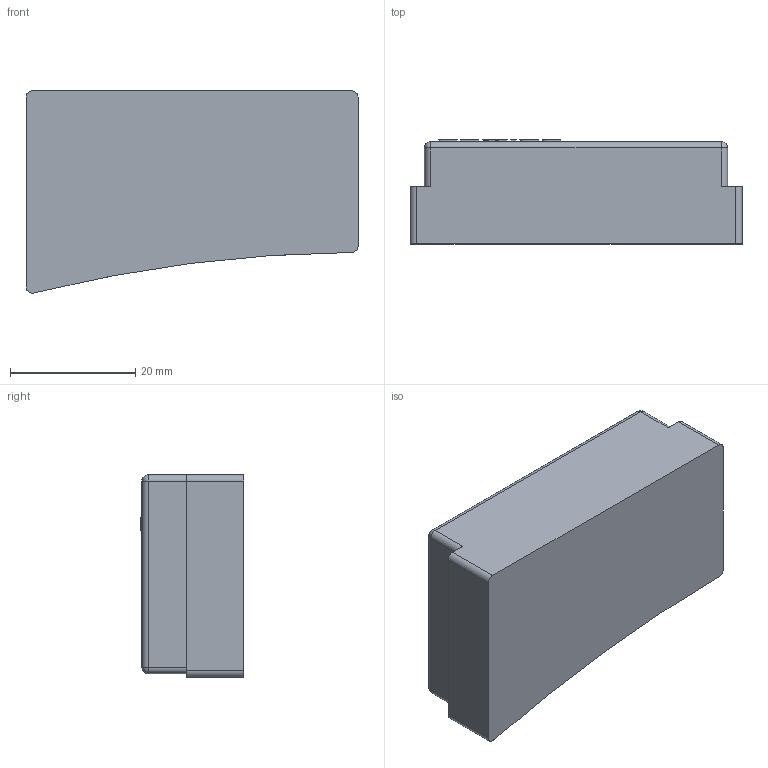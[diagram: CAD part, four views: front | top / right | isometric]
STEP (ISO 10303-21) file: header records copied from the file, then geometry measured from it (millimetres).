
FILE_DESCRIPTION (( 'STEP AP214' ), '1' );
FILE_NAME ('IGS CFW100-CUSB Source but wrong b1.STEP', '2019-10-07T23:09:22', ( '' ), ( '' ), 'SwSTEP 2.0', 'SolidWorks 2017', '' );
FILE_SCHEMA (( 'AUTOMOTIVE_DESIGN' ));
Length unit declared in the file: inch
Products named in the file (1): IGS CFW100-CUSB Source but wrong b1
Bounding box: 53 x 16.6 x 32.31 mm (x, y, z)
Volume: 23257.7 mm3; surface area: 5518.6 mm2
Topology: 1 solids, 1 shells, 258 faces, 736 edges, 484 vertices
Faces by surface type: plane 239, cylinder 14, sphere 4, bspline 1
Entity records: 8261 total; most frequent: CARTESIAN_POINT 1499, ORIENTED_EDGE 1464, DIRECTION 1275, EDGE_CURVE 732, VECTOR 699, LINE 699, VERTEX_POINT 484, AXIS2_PLACEMENT_3D 288
